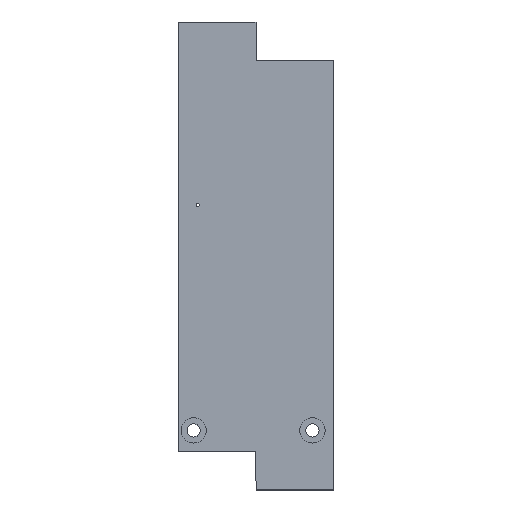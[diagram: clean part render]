
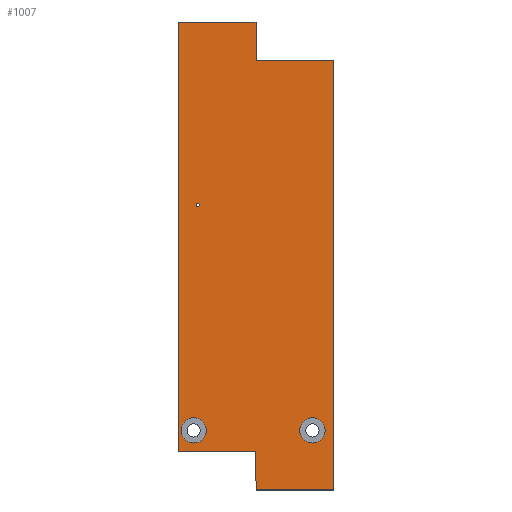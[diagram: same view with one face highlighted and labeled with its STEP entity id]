
A CAD part, top view. The second image highlights one B-rep face of the part: STEP entity #1007.
In plain terms, the highlighted face is planar.
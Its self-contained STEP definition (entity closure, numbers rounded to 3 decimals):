
#1 = FACE_BOUND ( 'NONE', #1115, .T. ) ;
#10 = CARTESIAN_POINT ( 'NONE',  ( 45.508, 147.5, -8. ) ) ;
#35 = VERTEX_POINT ( 'NONE', #40 ) ;
#38 = EDGE_CURVE ( 'NONE', #479, #306, #558, .T. ) ;
#40 = CARTESIAN_POINT ( 'NONE',  ( 25.508, 147.5, -8. ) ) ;
#74 = EDGE_CURVE ( 'NONE', #520, #1066, #581, .T. ) ;
#77 = DIRECTION ( 'NONE',  ( 0., -1., 0. ) ) ;
#78 = ORIENTED_EDGE ( 'NONE', *, *, #271, .F. ) ;
#79 = VECTOR ( 'NONE', #664, 1000. ) ;
#80 = EDGE_CURVE ( 'NONE', #460, #296, #1124, .T. ) ;
#91 = DIRECTION ( 'NONE',  ( 0., 0., -1. ) ) ;
#102 = EDGE_CURVE ( 'NONE', #296, #35, #748, .T. ) ;
#103 = DIRECTION ( 'NONE',  ( -1., 0., 0. ) ) ;
#105 = PLANE ( 'NONE',  #1072 ) ;
#108 = DIRECTION ( 'NONE',  ( 0., 0., -1. ) ) ;
#109 = LINE ( 'NONE', #920, #707 ) ;
#119 = ORIENTED_EDGE ( 'NONE', *, *, #38, .F. ) ;
#120 = CARTESIAN_POINT ( 'NONE',  ( 25.508, 147.5, -8. ) ) ;
#132 = DIRECTION ( 'NONE',  ( 0., -1., 0. ) ) ;
#167 = ORIENTED_EDGE ( 'NONE', *, *, #275, .F. ) ;
#170 = CARTESIAN_POINT ( 'NONE',  ( 31.008, 52.605, -8. ) ) ;
#177 = VECTOR ( 'NONE', #213, 1000. ) ;
#180 = ORIENTED_EDGE ( 'NONE', *, *, #1087, .F. ) ;
#190 = VERTEX_POINT ( 'NONE', #420 ) ;
#196 = CARTESIAN_POINT ( 'NONE',  ( 58.258, 52.605, -8. ) ) ;
#200 = CARTESIAN_POINT ( 'NONE',  ( 27.758, 52.605, -8. ) ) ;
#205 = ORIENTED_EDGE ( 'NONE', *, *, #988, .F. ) ;
#213 = DIRECTION ( 'NONE',  ( 1., 0., 0. ) ) ;
#226 = DIRECTION ( 'NONE',  ( 0., 0., -1. ) ) ;
#251 = VECTOR ( 'NONE', #77, 1000. ) ;
#255 = DIRECTION ( 'NONE',  ( -1., 0., 0. ) ) ;
#271 = EDGE_CURVE ( 'NONE', #779, #460, #365, .T. ) ;
#275 = EDGE_CURVE ( 'NONE', #306, #583, #995, .T. ) ;
#296 = VERTEX_POINT ( 'NONE', #10 ) ;
#306 = VERTEX_POINT ( 'NONE', #332 ) ;
#324 = FACE_BOUND ( 'NONE', #763, .T. ) ;
#328 = CARTESIAN_POINT ( 'NONE',  ( 61.508, 52.605, -8. ) ) ;
#332 = CARTESIAN_POINT ( 'NONE',  ( 45.508, 37.32, -8. ) ) ;
#336 = VERTEX_POINT ( 'NONE', #798 ) ;
#353 = AXIS2_PLACEMENT_3D ( 'NONE', #1004, #226, #480 ) ;
#359 = DIRECTION ( 'NONE',  ( -1., 0., 0. ) ) ;
#362 = CIRCLE ( 'NONE', #353, 0.418 ) ;
#365 = LINE ( 'NONE', #525, #419 ) ;
#367 = AXIS2_PLACEMENT_3D ( 'NONE', #1058, #108, #359 ) ;
#370 = CARTESIAN_POINT ( 'NONE',  ( 25.508, 37.32, -8. ) ) ;
#379 = VERTEX_POINT ( 'NONE', #452 ) ;
#383 = DIRECTION ( 'NONE',  ( 1., 0., 0. ) ) ;
#407 = CARTESIAN_POINT ( 'NONE',  ( 65.508, 157.5, -8. ) ) ;
#410 = CARTESIAN_POINT ( 'NONE',  ( 25.508, 147.5, -8. ) ) ;
#419 = VECTOR ( 'NONE', #510, 1000. ) ;
#420 = CARTESIAN_POINT ( 'NONE',  ( 34.258, 52.605, -8. ) ) ;
#439 = DIRECTION ( 'NONE',  ( 0., 0., -1. ) ) ;
#441 = EDGE_CURVE ( 'NONE', #583, #336, #872, .T. ) ;
#446 = VECTOR ( 'NONE', #1126, 1000. ) ;
#452 = CARTESIAN_POINT ( 'NONE',  ( 60.065, 110.5, -8. ) ) ;
#460 = VERTEX_POINT ( 'NONE', #991 ) ;
#468 = VERTEX_POINT ( 'NONE', #200 ) ;
#479 = VERTEX_POINT ( 'NONE', #370 ) ;
#480 = DIRECTION ( 'NONE',  ( -1., 0., 0. ) ) ;
#484 = EDGE_CURVE ( 'NONE', #35, #479, #1121, .T. ) ;
#490 = CARTESIAN_POINT ( 'NONE',  ( 45.508, 47.32, -8. ) ) ;
#510 = DIRECTION ( 'NONE',  ( -1., 0., 0. ) ) ;
#520 = VERTEX_POINT ( 'NONE', #816 ) ;
#521 = CARTESIAN_POINT ( 'NONE',  ( 45.508, 37.32, -8. ) ) ;
#525 = CARTESIAN_POINT ( 'NONE',  ( 45.508, 157.5, -8. ) ) ;
#540 = EDGE_CURVE ( 'NONE', #379, #634, #362, .T. ) ;
#558 = LINE ( 'NONE', #905, #818 ) ;
#573 = AXIS2_PLACEMENT_3D ( 'NONE', #328, #845, #937 ) ;
#581 = CIRCLE ( 'NONE', #573, 3.25 ) ;
#583 = VERTEX_POINT ( 'NONE', #490 ) ;
#587 = AXIS2_PLACEMENT_3D ( 'NONE', #693, #91, #964 ) ;
#611 = DIRECTION ( 'NONE',  ( 0., 0., -1. ) ) ;
#633 = EDGE_LOOP ( 'NONE', ( #1050, #78, #711, #1100, #167, #119, #1020, #1012 ) ) ;
#634 = VERTEX_POINT ( 'NONE', #834 ) ;
#662 = EDGE_LOOP ( 'NONE', ( #180, #1037 ) ) ;
#664 = DIRECTION ( 'NONE',  ( -1., 0., 0. ) ) ;
#682 = CIRCLE ( 'NONE', #704, 3.25 ) ;
#693 = CARTESIAN_POINT ( 'NONE',  ( 60.483, 110.5, -8. ) ) ;
#704 = AXIS2_PLACEMENT_3D ( 'NONE', #170, #439, #255 ) ;
#707 = VECTOR ( 'NONE', #857, 1000. ) ;
#711 = ORIENTED_EDGE ( 'NONE', *, *, #714, .F. ) ;
#714 = EDGE_CURVE ( 'NONE', #336, #779, #109, .T. ) ;
#748 = LINE ( 'NONE', #410, #79 ) ;
#763 = EDGE_LOOP ( 'NONE', ( #205, #1040 ) ) ;
#779 = VERTEX_POINT ( 'NONE', #407 ) ;
#784 = CIRCLE ( 'NONE', #367, 3.25 ) ;
#795 = CARTESIAN_POINT ( 'NONE',  ( 0., 0., -8. ) ) ;
#796 = CARTESIAN_POINT ( 'NONE',  ( 31.008, 52.605, -8. ) ) ;
#798 = CARTESIAN_POINT ( 'NONE',  ( 65.508, 47.32, -8. ) ) ;
#806 = DIRECTION ( 'NONE',  ( -1., 0., 0. ) ) ;
#812 = FACE_OUTER_BOUND ( 'NONE', #633, .T. ) ;
#813 = CIRCLE ( 'NONE', #587, 0.418 ) ;
#816 = CARTESIAN_POINT ( 'NONE',  ( 64.758, 52.605, -8. ) ) ;
#818 = VECTOR ( 'NONE', #383, 1000. ) ;
#834 = CARTESIAN_POINT ( 'NONE',  ( 60.901, 110.5, -8. ) ) ;
#845 = DIRECTION ( 'NONE',  ( 0., 0., -1. ) ) ;
#856 = CARTESIAN_POINT ( 'NONE',  ( 45.508, 147.5, -8. ) ) ;
#857 = DIRECTION ( 'NONE',  ( 0., 1., 0. ) ) ;
#861 = ORIENTED_EDGE ( 'NONE', *, *, #540, .F. ) ;
#872 = LINE ( 'NONE', #989, #177 ) ;
#888 = DIRECTION ( 'NONE',  ( 0., 0., -1. ) ) ;
#898 = EDGE_CURVE ( 'NONE', #634, #379, #813, .T. ) ;
#905 = CARTESIAN_POINT ( 'NONE',  ( 25.508, 37.32, -8. ) ) ;
#920 = CARTESIAN_POINT ( 'NONE',  ( 65.508, 47.32, -8. ) ) ;
#927 = ORIENTED_EDGE ( 'NONE', *, *, #898, .F. ) ;
#933 = EDGE_CURVE ( 'NONE', #190, #468, #682, .T. ) ;
#937 = DIRECTION ( 'NONE',  ( -1., 0., 0. ) ) ;
#948 = FACE_BOUND ( 'NONE', #662, .T. ) ;
#964 = DIRECTION ( 'NONE',  ( -1., 0., 0. ) ) ;
#965 = CIRCLE ( 'NONE', #1042, 3.25 ) ;
#988 = EDGE_CURVE ( 'NONE', #468, #190, #965, .T. ) ;
#989 = CARTESIAN_POINT ( 'NONE',  ( 45.508, 47.32, -8. ) ) ;
#991 = CARTESIAN_POINT ( 'NONE',  ( 45.508, 157.5, -8. ) ) ;
#995 = LINE ( 'NONE', #521, #446 ) ;
#1004 = CARTESIAN_POINT ( 'NONE',  ( 60.483, 110.5, -8. ) ) ;
#1007 = ADVANCED_FACE ( 'NONE', ( #1, #948, #324, #812 ), #105, .T. ) ;
#1012 = ORIENTED_EDGE ( 'NONE', *, *, #102, .F. ) ;
#1020 = ORIENTED_EDGE ( 'NONE', *, *, #484, .F. ) ;
#1037 = ORIENTED_EDGE ( 'NONE', *, *, #74, .F. ) ;
#1040 = ORIENTED_EDGE ( 'NONE', *, *, #933, .F. ) ;
#1042 = AXIS2_PLACEMENT_3D ( 'NONE', #796, #611, #806 ) ;
#1050 = ORIENTED_EDGE ( 'NONE', *, *, #80, .F. ) ;
#1058 = CARTESIAN_POINT ( 'NONE',  ( 61.508, 52.605, -8. ) ) ;
#1062 = VECTOR ( 'NONE', #132, 1000. ) ;
#1066 = VERTEX_POINT ( 'NONE', #196 ) ;
#1072 = AXIS2_PLACEMENT_3D ( 'NONE', #795, #888, #103 ) ;
#1087 = EDGE_CURVE ( 'NONE', #1066, #520, #784, .T. ) ;
#1100 = ORIENTED_EDGE ( 'NONE', *, *, #441, .F. ) ;
#1115 = EDGE_LOOP ( 'NONE', ( #927, #861 ) ) ;
#1121 = LINE ( 'NONE', #120, #1062 ) ;
#1124 = LINE ( 'NONE', #856, #251 ) ;
#1126 = DIRECTION ( 'NONE',  ( 0., 1., 0. ) ) ;
